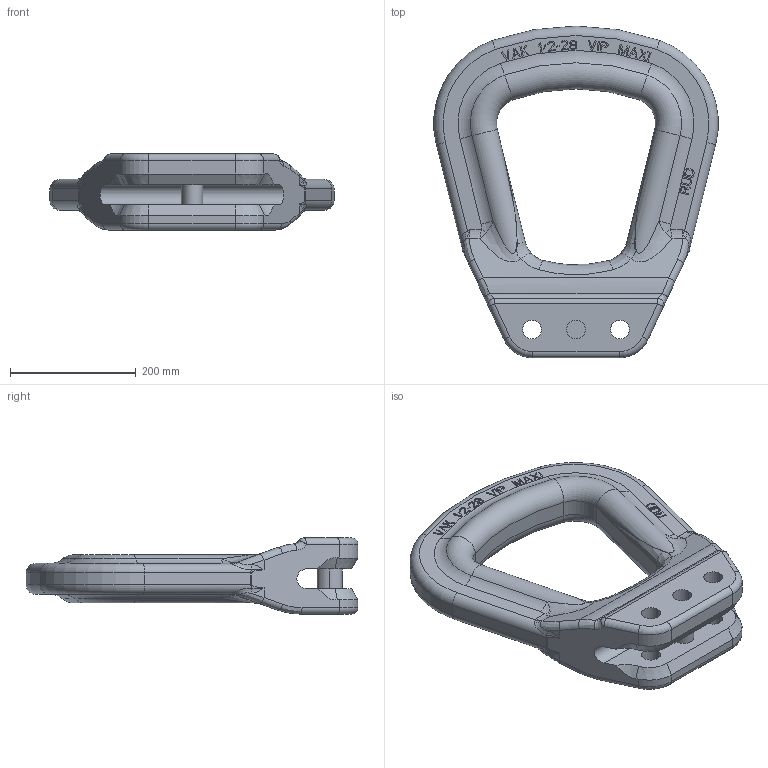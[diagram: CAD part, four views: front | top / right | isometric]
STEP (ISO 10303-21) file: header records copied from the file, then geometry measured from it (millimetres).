
FILE_DESCRIPTION((''),'2;1');
FILE_NAME('001-M33898-P99','2019-01-23T',('anja.joas'),(''),'PRO/ENGINEER BY PARAMETRIC TECHNOLOGY CORPORATION, 2011490','PRO/ENGINEER BY PARAMETRIC TECHNOLOGY CORPORATION, 2011490','');
FILE_SCHEMA(('CONFIG_CONTROL_DESIGN'));
Length unit declared in the file: millimetre
Products named in the file (1): 001-M33898-P99
Bounding box: 452.1 x 528 x 121 mm (x, y, z)
Volume: 8912044.5 mm3; surface area: 473560.1 mm2
Topology: 1 solids, 1 shells, 526 faces, 1380 edges, 882 vertices
Faces by surface type: plane 366, bspline 64, cylinder 62, torus 22, cone 8, sphere 2, extrusion 2
Entity records: 22033 total; most frequent: CARTESIAN_POINT 9425, ORIENTED_EDGE 2760, DIRECTION 2336, EDGE_CURVE 1380, VECTOR 1076, LINE 1074, VERTEX_POINT 882, AXIS2_PLACEMENT_3D 630
